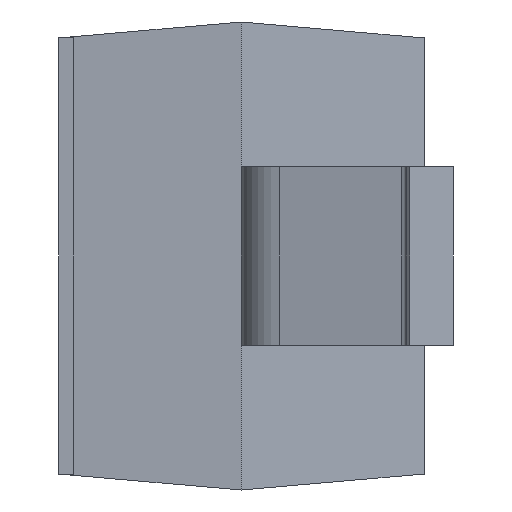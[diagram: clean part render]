
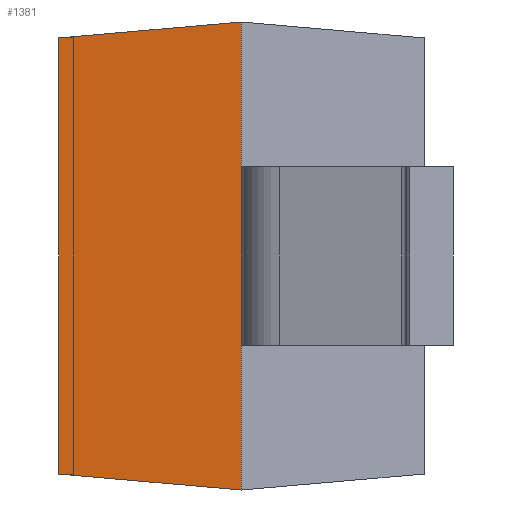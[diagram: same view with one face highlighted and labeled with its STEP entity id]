
A CAD part, left-side view. The second image highlights one B-rep face of the part: STEP entity #1381.
In plain terms, the highlighted planar face has unit normal (-0.996, 0.087, 0).
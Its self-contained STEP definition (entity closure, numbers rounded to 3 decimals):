
#33 = CARTESIAN_POINT ( 'NONE',  ( -1.345, 0.725, -0.8 ) ) ;
#39 = CARTESIAN_POINT ( 'NONE',  ( -1.345, 0.725, 0.8 ) ) ;
#44 = EDGE_CURVE ( 'NONE', #1442, #500, #557, .T. ) ;
#332 = DIRECTION ( 'NONE',  ( 0., 0., -1. ) ) ;
#371 = ORIENTED_EDGE ( 'NONE', *, *, #1261, .F. ) ;
#382 = VECTOR ( 'NONE', #861, 1000. ) ;
#389 = LINE ( 'NONE', #432, #382 ) ;
#395 = EDGE_LOOP ( 'NONE', ( #967, #472, #1050, #371 ) ) ;
#432 = CARTESIAN_POINT ( 'NONE',  ( -1.291, 1.345, -0.746 ) ) ;
#447 = EDGE_CURVE ( 'NONE', #514, #448, #389, .T. ) ;
#448 = VERTEX_POINT ( 'NONE', #1010 ) ;
#472 = ORIENTED_EDGE ( 'NONE', *, *, #745, .F. ) ;
#500 = VERTEX_POINT ( 'NONE', #775 ) ;
#514 = VERTEX_POINT ( 'NONE', #33 ) ;
#524 = LINE ( 'NONE', #711, #527 ) ;
#527 = VECTOR ( 'NONE', #771, 1000. ) ;
#531 = VECTOR ( 'NONE', #1237, 1000. ) ;
#557 = LINE ( 'NONE', #39, #531 ) ;
#711 = CARTESIAN_POINT ( 'NONE',  ( -1.345, 0.725, 0.8 ) ) ;
#721 = AXIS2_PLACEMENT_3D ( 'NONE', #1156, #1248, #332 ) ;
#745 = EDGE_CURVE ( 'NONE', #500, #514, #524, .T. ) ;
#771 = DIRECTION ( 'NONE',  ( 0., 0., -1. ) ) ;
#775 = CARTESIAN_POINT ( 'NONE',  ( -1.345, 0.725, 0.8 ) ) ;
#830 = FACE_OUTER_BOUND ( 'NONE', #395, .T. ) ;
#861 = DIRECTION ( 'NONE',  ( 0.087, 0.992, 0.087 ) ) ;
#967 = ORIENTED_EDGE ( 'NONE', *, *, #447, .F. ) ;
#1010 = CARTESIAN_POINT ( 'NONE',  ( -1.29, 1.35, -0.745 ) ) ;
#1050 = ORIENTED_EDGE ( 'NONE', *, *, #44, .F. ) ;
#1133 = DIRECTION ( 'NONE',  ( 0., 0., 1. ) ) ;
#1156 = CARTESIAN_POINT ( 'NONE',  ( -1.345, 0.725, 0.8 ) ) ;
#1179 = PLANE ( 'NONE',  #721 ) ;
#1203 = CARTESIAN_POINT ( 'NONE',  ( -1.29, 1.35, 0.8 ) ) ;
#1237 = DIRECTION ( 'NONE',  ( -0.087, -0.992, 0.087 ) ) ;
#1248 = DIRECTION ( 'NONE',  ( 0.996, -0.087, 0. ) ) ;
#1261 = EDGE_CURVE ( 'NONE', #448, #1442, #1333, .T. ) ;
#1320 = VECTOR ( 'NONE', #1133, 1000. ) ;
#1333 = LINE ( 'NONE', #1203, #1320 ) ;
#1359 = CARTESIAN_POINT ( 'NONE',  ( -1.29, 1.35, 0.745 ) ) ;
#1381 = ADVANCED_FACE ( 'NONE', ( #830 ), #1179, .F. ) ;
#1442 = VERTEX_POINT ( 'NONE', #1359 ) ;
